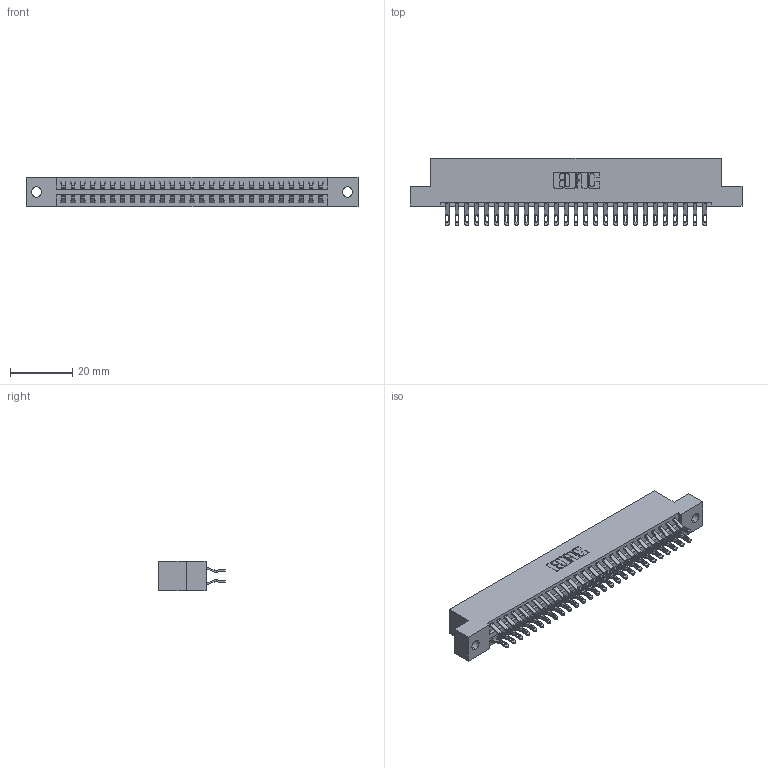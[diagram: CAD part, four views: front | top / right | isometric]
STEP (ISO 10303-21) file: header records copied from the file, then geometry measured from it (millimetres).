
FILE_DESCRIPTION (( 'STEP AP203' ), '1' );
FILE_NAME ('396-054-555-202.STEP', '2018-09-08T08:16:04', ( '' ), ( '' ), 'SwSTEP 2.0', 'SolidWorks 2016', '' );
FILE_SCHEMA (( 'CONFIG_CONTROL_DESIGN' ));
Length unit declared in the file: inch
Products named in the file (3): 346 Part_Flush Mounting Lugs - 0.128 Dia; 345-292-001_555 Tail; 396-054-555-202
Assembly tree (55 placements, depth 2):
  396-054-555-202
    346 Part_Flush Mounting Lugs - 0.128 Dia
    345-292-001_555 Tail  x54
Bounding box: 106.3 x 21.46 x 9.4 mm (x, y, z)
Volume: 10368.9 mm3; surface area: 14306.1 mm2
Topology: 55 solids, 55 shells, 3254 faces, 10211 edges, 6806 vertices
Faces by surface type: plane 1858, cylinder 1396
Entity records: 19969 total; most frequent: CARTESIAN_POINT 3346, ORIENTED_EDGE 3250, DIRECTION 2969, EDGE_CURVE 1625, VECTOR 1365, LINE 1365, VERTEX_POINT 1082, AXIS2_PLACEMENT_3D 802
